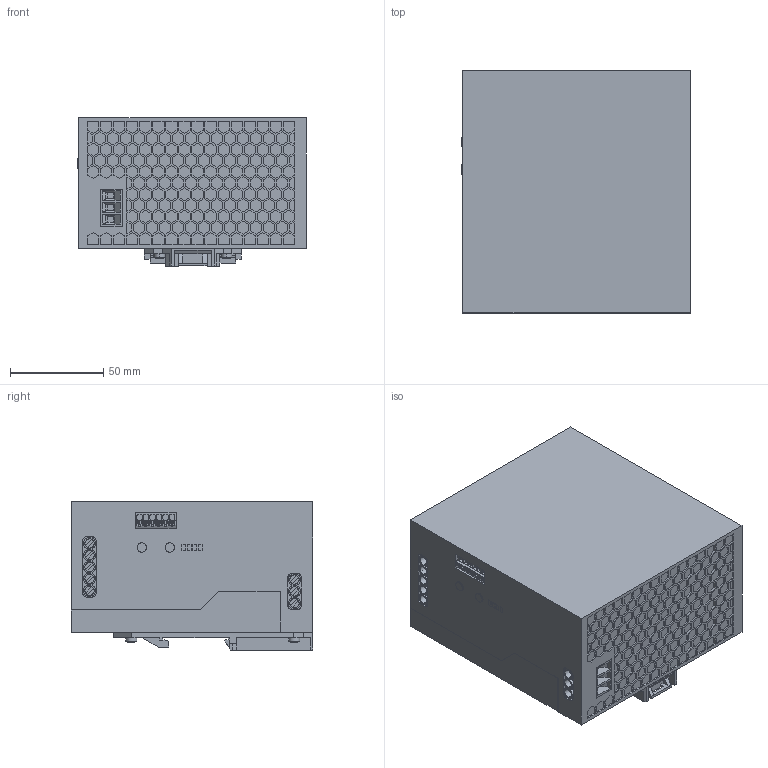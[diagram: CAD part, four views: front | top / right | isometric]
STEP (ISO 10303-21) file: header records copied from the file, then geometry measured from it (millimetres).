
FILE_DESCRIPTION(('Creo Elements/Direct Modeling STEP Export'),'2;1');
FILE_NAME('model.stp','2018-06-08T 8:31:13',(''),(''),'Creo Elements/Direct Modeling STEP processor for AP214 (Solid Model)','Creo Elements/Direct Modeling 18.1I 14-Aug-2016 (C) Parametric Technology GmbH','');
FILE_SCHEMA(('AUTOMOTIVE_DESIGN { 1 0 10303 214 1 1 1 1 }'));
Products named in the file (2): QUINT4_PS_1AC_24DC_20_SIDE-MOUNTED-select
Assembly tree (1 placements, depth 2):
  QUINT4_PS_1AC_24DC_20_SIDE-MOUNTED-select
    QUINT4_PS_1AC_24DC_20_SIDE-MOUNTED-select
Bounding box: 122.95 x 130 x 79.6 mm (x, y, z)
Volume: 1124456.1 mm3; surface area: 78758.1 mm2
Topology: 1 solids, 1 shells, 2816 faces, 7275 edges, 4844 vertices
Faces by surface type: plane 2720, cylinder 76, extrusion 12, cone 8
Entity records: 91892 total; most frequent: CARTESIAN_POINT 15092, ORIENTED_EDGE 14550, DIRECTION 12974, EDGE_CURVE 7275, VECTOR 7046, LINE 7034, VERTEX_POINT 4844, EDGE_LOOP 3201
